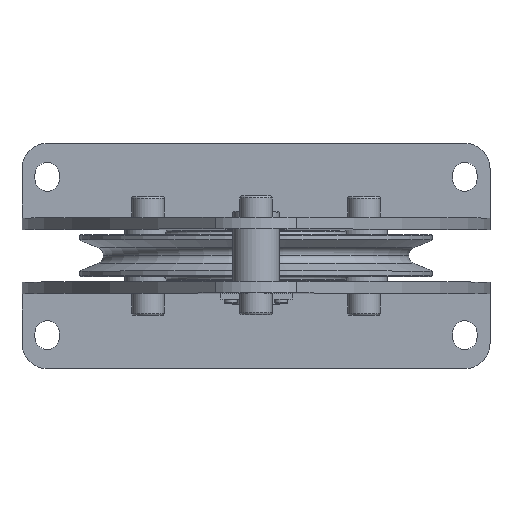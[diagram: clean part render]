
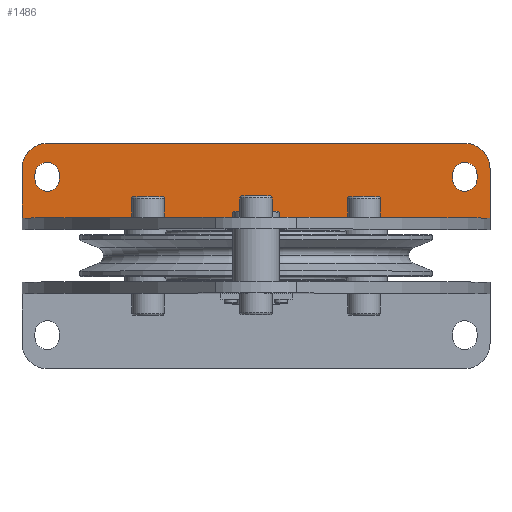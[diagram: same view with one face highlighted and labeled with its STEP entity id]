
A CAD part, top view. The second image highlights one B-rep face of the part: STEP entity #1486.
In plain terms, the highlighted planar face has unit normal (0, 0, 1).
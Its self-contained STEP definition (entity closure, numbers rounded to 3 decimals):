
#1486=ADVANCED_FACE('',(#3244,#3245,#3246),#3247,.T.);
#3244=FACE_BOUND('',#5276,.T.);
#3245=FACE_BOUND('',#5277,.T.);
#3246=FACE_OUTER_BOUND('',#5278,.T.);
#3247=PLANE('',#5279);
#5276=EDGE_LOOP('',(#9972,#9973,#9974,#9975));
#5277=EDGE_LOOP('',(#9976,#9977,#9978,#9979));
#5278=EDGE_LOOP('',(#9980,#9981,#9982,#9983,#9984,#9985));
#5279=AXIS2_PLACEMENT_3D('',#9986,#9987,#9988);
#9972=ORIENTED_EDGE('',*,*,#13821,.T.);
#9973=ORIENTED_EDGE('',*,*,#13822,.T.);
#9974=ORIENTED_EDGE('',*,*,#13823,.T.);
#9975=ORIENTED_EDGE('',*,*,#13824,.T.);
#9976=ORIENTED_EDGE('',*,*,#13825,.T.);
#9977=ORIENTED_EDGE('',*,*,#13826,.T.);
#9978=ORIENTED_EDGE('',*,*,#13827,.T.);
#9979=ORIENTED_EDGE('',*,*,#13828,.T.);
#9980=ORIENTED_EDGE('',*,*,#13818,.F.);
#9981=ORIENTED_EDGE('',*,*,#13776,.F.);
#9982=ORIENTED_EDGE('',*,*,#13803,.F.);
#9983=ORIENTED_EDGE('',*,*,#13829,.F.);
#9984=ORIENTED_EDGE('',*,*,#13830,.F.);
#9985=ORIENTED_EDGE('',*,*,#13831,.F.);
#9986=CARTESIAN_POINT('',(0.,103.29,-324.0));
#9987=DIRECTION('',(0.0,0.0,1.0));
#9988=DIRECTION('',(-1.0,0.0,0.0));
#13776=EDGE_CURVE('',#17087,#17088,#17089,.T.);
#13803=EDGE_CURVE('',#17126,#17087,#17128,.T.);
#13818=EDGE_CURVE('',#17088,#17154,#17155,.T.);
#13821=EDGE_CURVE('',#17158,#17159,#17160,.T.);
#13822=EDGE_CURVE('',#17159,#17161,#17162,.T.);
#13823=EDGE_CURVE('',#17161,#17163,#17164,.T.);
#13824=EDGE_CURVE('',#17163,#17158,#17165,.T.);
#13825=EDGE_CURVE('',#17166,#17167,#17168,.T.);
#13826=EDGE_CURVE('',#17167,#17169,#17170,.T.);
#13827=EDGE_CURVE('',#17169,#17171,#17172,.T.);
#13828=EDGE_CURVE('',#17171,#17166,#17173,.T.);
#13829=EDGE_CURVE('',#17174,#17126,#17175,.T.);
#13830=EDGE_CURVE('',#17176,#17174,#17177,.T.);
#13831=EDGE_CURVE('',#17154,#17176,#17178,.T.);
#17087=VERTEX_POINT('',#24608);
#17088=VERTEX_POINT('',#24609);
#17089=LINE('',#24610,#24611);
#17126=VERTEX_POINT('',#24658);
#17128=LINE('',#24661,#24662);
#17154=VERTEX_POINT('',#24694);
#17155=LINE('',#24695,#24696);
#17158=VERTEX_POINT('',#24700);
#17159=VERTEX_POINT('',#24701);
#17160=CIRCLE('',#24702,17.0);
#17161=VERTEX_POINT('',#24703);
#17162=LINE('',#24704,#24705);
#17163=VERTEX_POINT('',#24706);
#17164=CIRCLE('',#24707,17.0);
#17165=LINE('',#24708,#24709);
#17166=VERTEX_POINT('',#24710);
#17167=VERTEX_POINT('',#24711);
#17168=CIRCLE('',#24712,17.0);
#17169=VERTEX_POINT('',#24713);
#17170=LINE('',#24714,#24715);
#17171=VERTEX_POINT('',#24716);
#17172=CIRCLE('',#24717,17.0);
#17173=LINE('',#24718,#24719);
#17174=VERTEX_POINT('',#24720);
#17175=CIRCLE('',#24721,35.);
#17176=VERTEX_POINT('',#24722);
#17177=LINE('',#24723,#24724);
#17178=CIRCLE('',#24725,35.);
#24608=CARTESIAN_POINT('',(325.0,52.5,-324.0));
#24609=CARTESIAN_POINT('',(-325.0,52.5,-324.0));
#24610=CARTESIAN_POINT('',(0.,52.5,-324.0));
#24611=VECTOR('',#28874,1.0);
#24658=CARTESIAN_POINT('',(325.0,121.5,-324.0));
#24661=CARTESIAN_POINT('',(325.0,121.5,-324.0));
#24662=VECTOR('',#28916,1.0);
#24694=CARTESIAN_POINT('',(-325.0,121.5,-324.0));
#24695=CARTESIAN_POINT('',(-325.0,52.5,-324.0));
#24696=VECTOR('',#28941,1.0);
#24700=CARTESIAN_POINT('',(-307.0,113.0,-324.0));
#24701=CARTESIAN_POINT('',(-273.0,113.0,-324.0));
#24702=AXIS2_PLACEMENT_3D('',#28943,#28944,#28945);
#24703=CARTESIAN_POINT('',(-273.0,107.0,-324.0));
#24704=CARTESIAN_POINT('',(-273.0,106.645,-324.0));
#24705=VECTOR('',#28946,1.0);
#24706=CARTESIAN_POINT('',(-307.0,107.0,-324.0));
#24707=AXIS2_PLACEMENT_3D('',#28947,#28948,#28949);
#24708=CARTESIAN_POINT('',(-307.0,106.645,-324.0));
#24709=VECTOR('',#28950,1.0);
#24710=CARTESIAN_POINT('',(273.0,113.0,-324.0));
#24711=CARTESIAN_POINT('',(307.0,113.0,-324.0));
#24712=AXIS2_PLACEMENT_3D('',#28951,#28952,#28953);
#24713=CARTESIAN_POINT('',(307.0,107.0,-324.0));
#24714=CARTESIAN_POINT('',(307.0,106.645,-324.0));
#24715=VECTOR('',#28954,1.0);
#24716=CARTESIAN_POINT('',(273.0,107.0,-324.0));
#24717=AXIS2_PLACEMENT_3D('',#28955,#28956,#28957);
#24718=CARTESIAN_POINT('',(273.0,106.645,-324.0));
#24719=VECTOR('',#28958,1.0);
#24720=CARTESIAN_POINT('',(290.0,156.5,-324.0));
#24721=AXIS2_PLACEMENT_3D('',#28959,#28960,#28961);
#24722=CARTESIAN_POINT('',(-290.,156.5,-324.0));
#24723=CARTESIAN_POINT('',(-290.0,156.5,-324.0));
#24724=VECTOR('',#28962,1.0);
#24725=AXIS2_PLACEMENT_3D('',#28963,#28964,#28965);
#28874=DIRECTION('',(-1.0,0.0,0.0));
#28916=DIRECTION('',(0.0,-1.0,0.0));
#28941=DIRECTION('',(0.0,1.0,0.0));
#28943=CARTESIAN_POINT('',(-290.0,113.0,-324.0));
#28944=DIRECTION('',(-0.0,0.0,-1.0));
#28945=DIRECTION('',(-1.0,0.,0.0));
#28946=DIRECTION('',(0.0,-1.0,0.0));
#28947=CARTESIAN_POINT('',(-290.0,107.0,-324.0));
#28948=DIRECTION('',(0.0,0.0,-1.0));
#28949=DIRECTION('',(1.0,0.,0.0));
#28950=DIRECTION('',(0.0,1.0,-0.0));
#28951=CARTESIAN_POINT('',(290.0,113.0,-324.0));
#28952=DIRECTION('',(-0.0,0.0,-1.0));
#28953=DIRECTION('',(-1.0,0.,0.0));
#28954=DIRECTION('',(0.0,-1.0,0.0));
#28955=CARTESIAN_POINT('',(290.0,107.0,-324.0));
#28956=DIRECTION('',(0.0,0.0,-1.0));
#28957=DIRECTION('',(1.0,0.,0.0));
#28958=DIRECTION('',(0.0,1.0,-0.0));
#28959=CARTESIAN_POINT('',(290.,121.5,-324.0));
#28960=DIRECTION('',(0.0,0.0,-1.0));
#28961=DIRECTION('',(1.0,0.,0.0));
#28962=DIRECTION('',(1.0,0.0,0.0));
#28963=CARTESIAN_POINT('',(-290.,121.5,-324.0));
#28964=DIRECTION('',(0.0,0.0,-1.0));
#28965=DIRECTION('',(0.,1.0,0.0));
